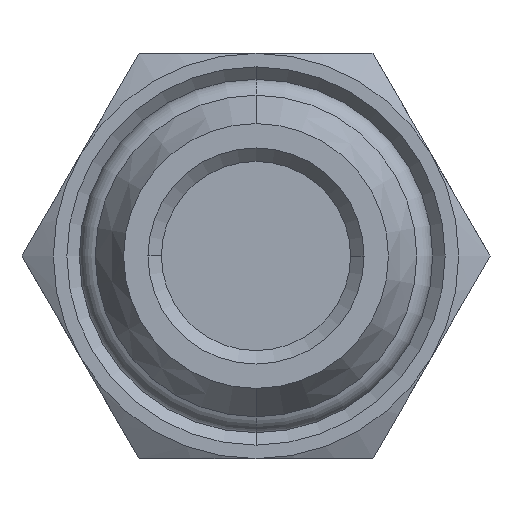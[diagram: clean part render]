
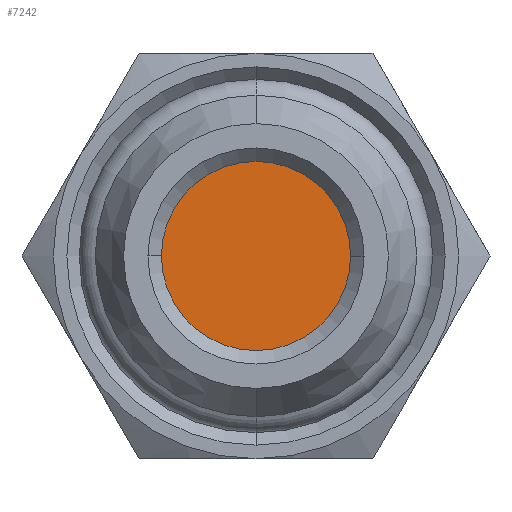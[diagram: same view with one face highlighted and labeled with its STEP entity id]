
A CAD part, front view. The second image highlights one B-rep face of the part: STEP entity #7242.
In plain terms, the highlighted planar face has unit normal (0, -1, 0).
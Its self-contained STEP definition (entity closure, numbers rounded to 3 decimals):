
#739 = EDGE_CURVE ( 'NONE', #5192, #5191, #20914, .T. ) ;
#1557 = PLANE ( 'NONE',  #9834 ) ;
#1565 = CARTESIAN_POINT ( 'NONE',  ( 0., 1.436, 0. ) ) ;
#1566 = DIRECTION ( 'NONE',  ( 0., -1., 0. ) ) ;
#1567 = DIRECTION ( 'NONE',  ( 0., 0., -1. ) ) ;
#2431 = EDGE_LOOP ( 'NONE', ( #5129, #5130 ) ) ;
#3977 = FACE_OUTER_BOUND ( 'NONE', #2431, .T. ) ;
#4017 = CIRCLE ( 'NONE', #9861, 3.5 ) ;
#5129 = ORIENTED_EDGE ( 'NONE', *, *, #9925, .T. ) ;
#5130 = ORIENTED_EDGE ( 'NONE', *, *, #739, .T. ) ;
#5191 = VERTEX_POINT ( 'NONE', #20498 ) ;
#5192 = VERTEX_POINT ( 'NONE', #20499 ) ;
#7242 = ADVANCED_FACE ( 'NONE', ( #3977 ), #1557, .T. ) ;
#9834 = AXIS2_PLACEMENT_3D ( 'NONE', #1565, #1566, #1567 ) ;
#9861 = AXIS2_PLACEMENT_3D ( 'NONE', #11342, #11343, #11344 ) ;
#9925 = EDGE_CURVE ( 'NONE', #5191, #5192, #4017, .T. ) ;
#11342 = CARTESIAN_POINT ( 'NONE',  ( 0., 1.436, 0. ) ) ;
#11343 = DIRECTION ( 'NONE',  ( 0., -1., 0. ) ) ;
#11344 = DIRECTION ( 'NONE',  ( 0., 0., -1. ) ) ;
#12203 = CARTESIAN_POINT ( 'NONE',  ( 0., 1.436, 0. ) ) ;
#12204 = DIRECTION ( 'NONE',  ( 0., -1., 0. ) ) ;
#12205 = DIRECTION ( 'NONE',  ( 0., 0., -1. ) ) ;
#20498 = CARTESIAN_POINT ( 'NONE',  ( -3.5, 1.436, 0. ) ) ;
#20499 = CARTESIAN_POINT ( 'NONE',  ( 3.5, 1.436, 0. ) ) ;
#20766 = AXIS2_PLACEMENT_3D ( 'NONE', #12203, #12204, #12205 ) ;
#20914 = CIRCLE ( 'NONE', #20766, 3.5 ) ;
